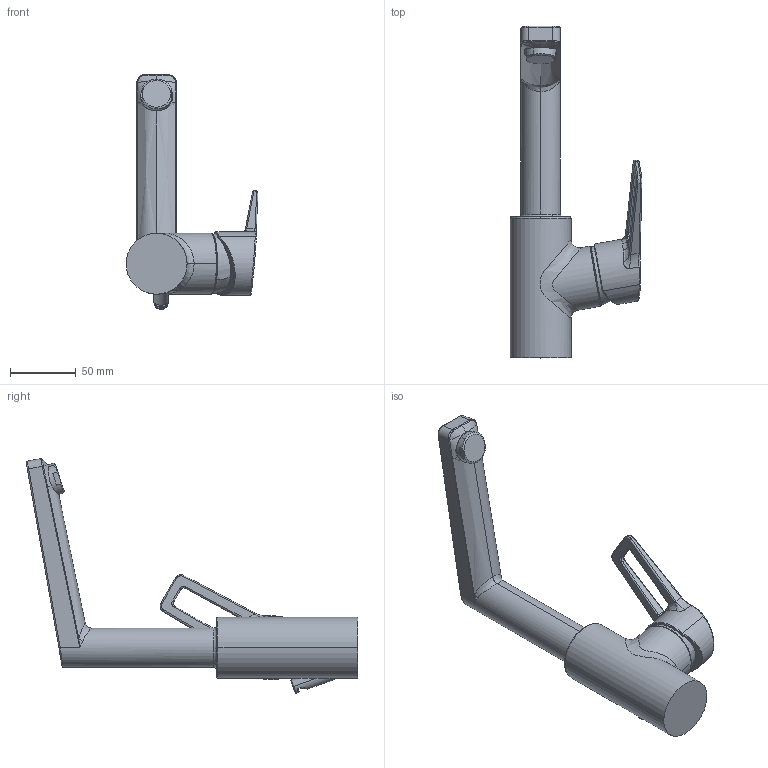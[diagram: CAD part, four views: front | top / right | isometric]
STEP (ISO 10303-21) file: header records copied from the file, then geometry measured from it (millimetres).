
FILE_DESCRIPTION (( 'STEP AP203' ), '1' );
FILE_NAME ('09542205.STEP', '2018-01-24T05:54:18', ( '' ), ( '' ), 'SwSTEP 2.0', 'SolidWorks 2016', '' );
FILE_SCHEMA (( 'CONFIG_CONTROL_DESIGN' ));
Length unit declared in the file: millimetre
Products named in the file (1): 09542205
Bounding box: 100.52 x 252.9 x 178.97 mm (x, y, z)
Volume: 449739.6 mm3; surface area: 57964.3 mm2
Topology: 1 solids, 2 shells, 179 faces, 445 edges, 271 vertices
Faces by surface type: bspline 87, cylinder 53, plane 30, cone 7, torus 2
Entity records: 15815 total; most frequent: CARTESIAN_POINT 12226, ORIENTED_EDGE 886, DIRECTION 471, EDGE_CURVE 443, VERTEX_POINT 271, B_SPLINE_CURVE_WITH_KNOTS 237, EDGE_LOOP 186, AXIS2_PLACEMENT_3D 180
